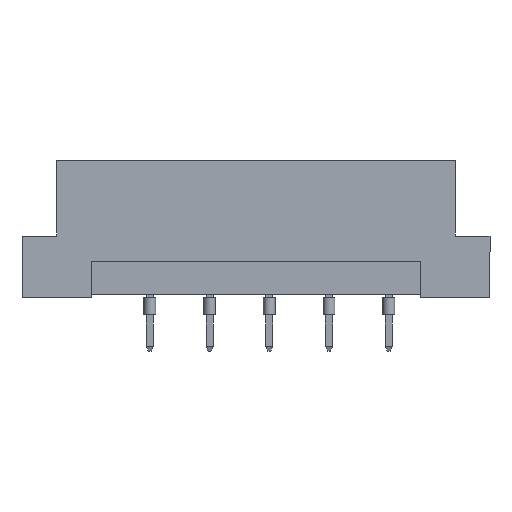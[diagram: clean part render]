
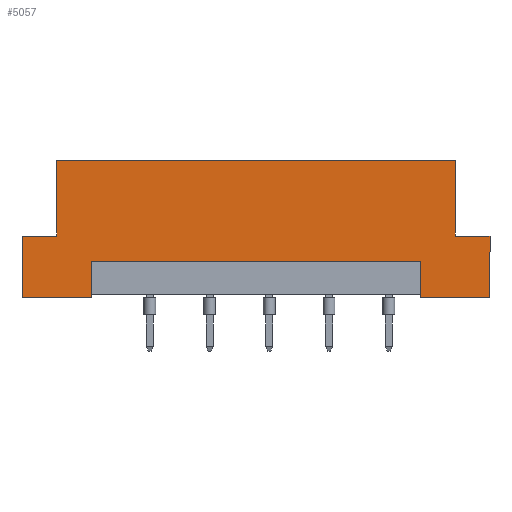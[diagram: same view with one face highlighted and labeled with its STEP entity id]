
A CAD part, front view. The second image highlights one B-rep face of the part: STEP entity #5057.
In plain terms, the highlighted planar face has unit normal (0, -1, 0).
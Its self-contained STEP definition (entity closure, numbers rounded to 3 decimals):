
#220 = EDGE_CURVE ( 'NONE', #2082, #1296, #846, .T. ) ;
#229 = VERTEX_POINT ( 'NONE', #3783 ) ;
#294 = FACE_OUTER_BOUND ( 'NONE', #2619, .T. ) ;
#298 = ORIENTED_EDGE ( 'NONE', *, *, #4327, .F. ) ;
#387 = CARTESIAN_POINT ( 'NONE',  ( -19.9, -4.3, 5.2 ) ) ;
#479 = VECTOR ( 'NONE', #1178, 1000. ) ;
#491 = ORIENTED_EDGE ( 'NONE', *, *, #2280, .F. ) ;
#514 = CARTESIAN_POINT ( 'NONE',  ( -19.9, -4.3, 5.2 ) ) ;
#670 = VECTOR ( 'NONE', #4273, 1000. ) ;
#694 = CARTESIAN_POINT ( 'NONE',  ( 19.9, -4.3, 11.6 ) ) ;
#739 = DIRECTION ( 'NONE',  ( 1., 0., 0. ) ) ;
#755 = VERTEX_POINT ( 'NONE', #4936 ) ;
#800 = VECTOR ( 'NONE', #739, 1000. ) ;
#817 = ORIENTED_EDGE ( 'NONE', *, *, #2194, .F. ) ;
#818 = CARTESIAN_POINT ( 'NONE',  ( -14., -4.3, 3. ) ) ;
#846 = LINE ( 'NONE', #3315, #5085 ) ;
#881 = ORIENTED_EDGE ( 'NONE', *, *, #2713, .T. ) ;
#898 = LINE ( 'NONE', #2917, #3517 ) ;
#900 = ORIENTED_EDGE ( 'NONE', *, *, #1722, .F. ) ;
#944 = DIRECTION ( 'NONE',  ( 0., 0., 1. ) ) ;
#1063 = CARTESIAN_POINT ( 'NONE',  ( 19.9, -4.3, 0. ) ) ;
#1125 = LINE ( 'NONE', #5110, #2166 ) ;
#1129 = LINE ( 'NONE', #387, #800 ) ;
#1178 = DIRECTION ( 'NONE',  ( 0., 0., -1. ) ) ;
#1202 = CARTESIAN_POINT ( 'NONE',  ( -19.9, -4.3, 11.6 ) ) ;
#1237 = VERTEX_POINT ( 'NONE', #514 ) ;
#1296 = VERTEX_POINT ( 'NONE', #5135 ) ;
#1308 = VECTOR ( 'NONE', #3749, 1000. ) ;
#1359 = ORIENTED_EDGE ( 'NONE', *, *, #3355, .T. ) ;
#1411 = DIRECTION ( 'NONE',  ( 1., 0., 0. ) ) ;
#1435 = EDGE_CURVE ( 'NONE', #1963, #4133, #3333, .T. ) ;
#1436 = CARTESIAN_POINT ( 'NONE',  ( 14., -4.3, 0. ) ) ;
#1484 = DIRECTION ( 'NONE',  ( 0., 1., 0. ) ) ;
#1489 = CARTESIAN_POINT ( 'NONE',  ( 19.9, -4.3, 0. ) ) ;
#1665 = DIRECTION ( 'NONE',  ( 0., 0., 1. ) ) ;
#1697 = LINE ( 'NONE', #3367, #3349 ) ;
#1722 = EDGE_CURVE ( 'NONE', #3582, #3268, #3492, .T. ) ;
#1753 = LINE ( 'NONE', #4858, #4001 ) ;
#1868 = VERTEX_POINT ( 'NONE', #3256 ) ;
#1900 = ORIENTED_EDGE ( 'NONE', *, *, #220, .F. ) ;
#1941 = EDGE_CURVE ( 'NONE', #2082, #229, #2934, .T. ) ;
#1963 = VERTEX_POINT ( 'NONE', #4706 ) ;
#1992 = DIRECTION ( 'NONE',  ( -1., 0., 0. ) ) ;
#2082 = VERTEX_POINT ( 'NONE', #818 ) ;
#2106 = AXIS2_PLACEMENT_3D ( 'NONE', #694, #1484, #1992 ) ;
#2166 = VECTOR ( 'NONE', #2345, 1000. ) ;
#2193 = VECTOR ( 'NONE', #944, 1000. ) ;
#2194 = EDGE_CURVE ( 'NONE', #1963, #3582, #898, .T. ) ;
#2215 = ORIENTED_EDGE ( 'NONE', *, *, #1435, .T. ) ;
#2280 = EDGE_CURVE ( 'NONE', #2696, #4133, #1753, .T. ) ;
#2344 = CARTESIAN_POINT ( 'NONE',  ( 19.9, -4.3, 11.6 ) ) ;
#2345 = DIRECTION ( 'NONE',  ( 0., 0., 1. ) ) ;
#2407 = ORIENTED_EDGE ( 'NONE', *, *, #1941, .T. ) ;
#2482 = EDGE_CURVE ( 'NONE', #1237, #1868, #1129, .T. ) ;
#2546 = CARTESIAN_POINT ( 'NONE',  ( -14., -4.3, 3. ) ) ;
#2619 = EDGE_LOOP ( 'NONE', ( #2407, #298, #1359, #900, #817, #2215, #491, #2871, #3273, #5152, #881, #1900 ) ) ;
#2696 = VERTEX_POINT ( 'NONE', #4491 ) ;
#2713 = EDGE_CURVE ( 'NONE', #755, #1296, #3676, .T. ) ;
#2720 = LINE ( 'NONE', #1489, #4164 ) ;
#2871 = ORIENTED_EDGE ( 'NONE', *, *, #2963, .F. ) ;
#2896 = EDGE_CURVE ( 'NONE', #1237, #755, #3524, .T. ) ;
#2917 = CARTESIAN_POINT ( 'NONE',  ( 19.9, -4.3, 5.2 ) ) ;
#2934 = LINE ( 'NONE', #2546, #2938 ) ;
#2938 = VECTOR ( 'NONE', #1411, 1000. ) ;
#2963 = EDGE_CURVE ( 'NONE', #1868, #2696, #1125, .T. ) ;
#2992 = DIRECTION ( 'NONE',  ( 1., 0., 0. ) ) ;
#3087 = DIRECTION ( 'NONE',  ( 1., 0., 0. ) ) ;
#3256 = CARTESIAN_POINT ( 'NONE',  ( -16.94, -4.3, 5.2 ) ) ;
#3268 = VERTEX_POINT ( 'NONE', #1063 ) ;
#3273 = ORIENTED_EDGE ( 'NONE', *, *, #2482, .F. ) ;
#3293 = CARTESIAN_POINT ( 'NONE',  ( 19.9, -4.3, 0. ) ) ;
#3315 = CARTESIAN_POINT ( 'NONE',  ( -14., -4.3, 0.2 ) ) ;
#3333 = LINE ( 'NONE', #4922, #2193 ) ;
#3349 = VECTOR ( 'NONE', #1665, 1000. ) ;
#3355 = EDGE_CURVE ( 'NONE', #3638, #3268, #2720, .T. ) ;
#3367 = CARTESIAN_POINT ( 'NONE',  ( 14., -4.3, 0.2 ) ) ;
#3492 = LINE ( 'NONE', #2344, #670 ) ;
#3517 = VECTOR ( 'NONE', #4518, 1000. ) ;
#3524 = LINE ( 'NONE', #1202, #479 ) ;
#3580 = PLANE ( 'NONE',  #2106 ) ;
#3582 = VERTEX_POINT ( 'NONE', #4498 ) ;
#3638 = VERTEX_POINT ( 'NONE', #1436 ) ;
#3676 = LINE ( 'NONE', #3293, #1308 ) ;
#3749 = DIRECTION ( 'NONE',  ( 1., 0., 0. ) ) ;
#3783 = CARTESIAN_POINT ( 'NONE',  ( 14., -4.3, 3. ) ) ;
#4001 = VECTOR ( 'NONE', #2992, 1000. ) ;
#4133 = VERTEX_POINT ( 'NONE', #4586 ) ;
#4164 = VECTOR ( 'NONE', #3087, 1000. ) ;
#4273 = DIRECTION ( 'NONE',  ( 0., 0., -1. ) ) ;
#4327 = EDGE_CURVE ( 'NONE', #3638, #229, #1697, .T. ) ;
#4491 = CARTESIAN_POINT ( 'NONE',  ( -16.94, -4.3, 11.6 ) ) ;
#4498 = CARTESIAN_POINT ( 'NONE',  ( 19.9, -4.3, 5.2 ) ) ;
#4518 = DIRECTION ( 'NONE',  ( 1., 0., 0. ) ) ;
#4586 = CARTESIAN_POINT ( 'NONE',  ( 16.94, -4.3, 11.6 ) ) ;
#4588 = DIRECTION ( 'NONE',  ( 0., 0., -1. ) ) ;
#4706 = CARTESIAN_POINT ( 'NONE',  ( 16.94, -4.3, 5.2 ) ) ;
#4858 = CARTESIAN_POINT ( 'NONE',  ( 19.9, -4.3, 11.6 ) ) ;
#4922 = CARTESIAN_POINT ( 'NONE',  ( 16.94, -4.3, 5.2 ) ) ;
#4936 = CARTESIAN_POINT ( 'NONE',  ( -19.9, -4.3, 0. ) ) ;
#5057 = ADVANCED_FACE ( 'NONE', ( #294 ), #3580, .F. ) ;
#5085 = VECTOR ( 'NONE', #4588, 1000. ) ;
#5110 = CARTESIAN_POINT ( 'NONE',  ( -16.94, -4.3, 5.2 ) ) ;
#5135 = CARTESIAN_POINT ( 'NONE',  ( -14., -4.3, 0. ) ) ;
#5152 = ORIENTED_EDGE ( 'NONE', *, *, #2896, .T. ) ;
